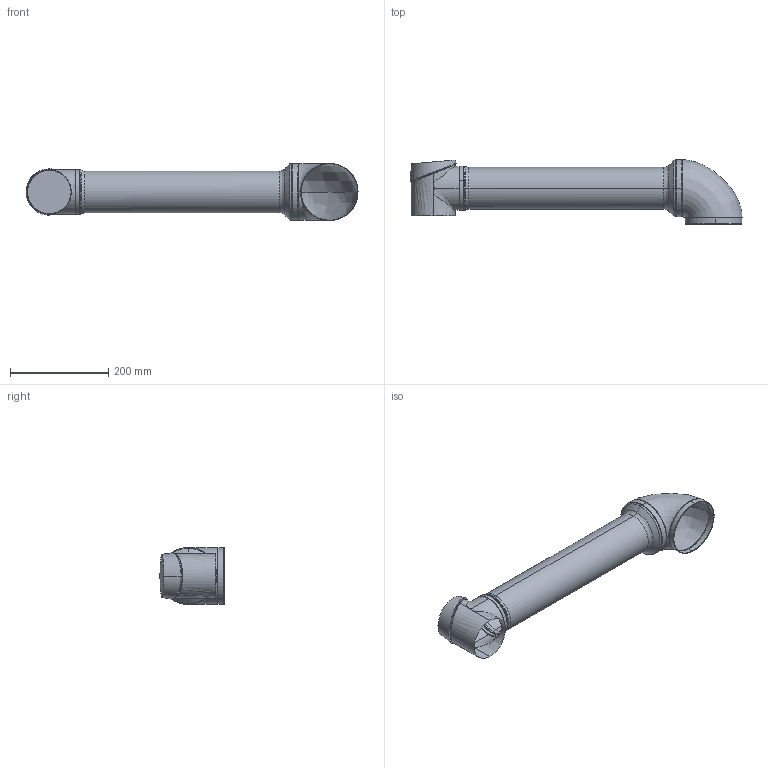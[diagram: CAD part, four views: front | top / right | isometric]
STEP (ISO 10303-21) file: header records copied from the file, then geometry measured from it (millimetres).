
FILE_DESCRIPTION(/* description */ (''),/* implementation_level */ '2;1');
FILE_NAME(/* name */ 'axe_3',/* time_stamp */ '2023-07-21T09:41:12+02:00',/* author */ (''),/* organization */ (''),/* preprocessor_version */ 'ST-DEVELOPER v16.5',/* originating_system */ 'Rhino 7.22',/* authorisation */ '');
FILE_SCHEMA (('CONFIG_CONTROL_DESIGN'));
Length unit declared in the file: millimetre
Products named in the file (1): Document
Bounding box: 676.66 x 131.13 x 116 mm (x, y, z)
Surface area: 202497.1 mm2 (no closed solid volume)
Topology: 0 solids, 2 shells, 100 faces, 212 edges, 118 vertices
Faces by surface type: bspline 77, cylinder 16, plane 7
Entity records: 11240 total; most frequent: CARTESIAN_POINT 9947, ORIENTED_EDGE 412, EDGE_CURVE 212, VERTEX_POINT 118, EDGE_LOOP 108, ADVANCED_FACE 100, FACE_OUTER_BOUND 100, B_SPLINE_CURVE_WITH_KNOTS 64
